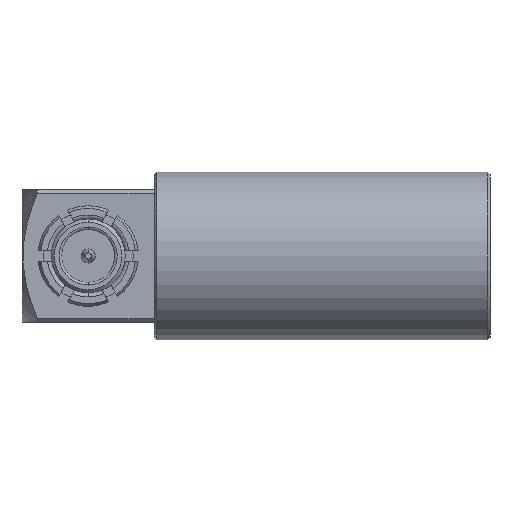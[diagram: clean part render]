
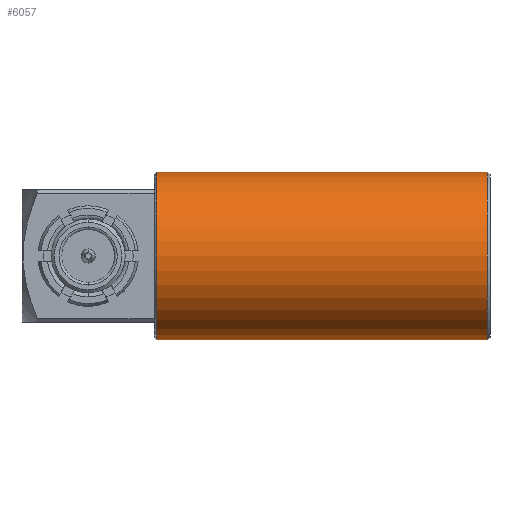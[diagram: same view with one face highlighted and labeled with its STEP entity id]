
A CAD part, left-side view. The second image highlights one B-rep face of the part: STEP entity #6057.
In plain terms, the highlighted cylindrical face has radius 3.175 mm (diameter 6.35 mm), a partial arc.
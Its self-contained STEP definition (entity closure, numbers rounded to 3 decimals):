
#21 = FACE_OUTER_BOUND ( 'NONE', #6766, .T. ) ;
#54 = ORIENTED_EDGE ( 'NONE', *, *, #7373, .T. ) ;
#324 = DIRECTION ( 'NONE',  ( 0., -1., 0. ) ) ;
#881 = CYLINDRICAL_SURFACE ( 'NONE', #7755, 3.175 ) ;
#1218 = VERTEX_POINT ( 'NONE', #4529 ) ;
#1348 = DIRECTION ( 'NONE',  ( 0., -1., 0. ) ) ;
#1413 = CARTESIAN_POINT ( 'NONE',  ( 6.7, -15.797, 3.175 ) ) ;
#1771 = VERTEX_POINT ( 'NONE', #3542 ) ;
#2038 = DIRECTION ( 'NONE',  ( 0., -1., 0. ) ) ;
#2060 = LINE ( 'NONE', #1413, #3685 ) ;
#2214 = VERTEX_POINT ( 'NONE', #6529 ) ;
#2499 = AXIS2_PLACEMENT_3D ( 'NONE', #3650, #7915, #4258 ) ;
#3346 = DIRECTION ( 'NONE',  ( 0., 0., 1. ) ) ;
#3528 = ORIENTED_EDGE ( 'NONE', *, *, #6630, .T. ) ;
#3542 = CARTESIAN_POINT ( 'NONE',  ( 6.7, -2.6, -3.175 ) ) ;
#3650 = CARTESIAN_POINT ( 'NONE',  ( 6.7, -15.1, 0. ) ) ;
#3674 = CIRCLE ( 'NONE', #2499, 3.175 ) ;
#3685 = VECTOR ( 'NONE', #2038, 1000. ) ;
#3919 = CARTESIAN_POINT ( 'NONE',  ( 6.7, -15.797, 0. ) ) ;
#3954 = LINE ( 'NONE', #4019, #7186 ) ;
#4019 = CARTESIAN_POINT ( 'NONE',  ( 6.7, -15.797, -3.175 ) ) ;
#4258 = DIRECTION ( 'NONE',  ( 0., 0., -1. ) ) ;
#4369 = CIRCLE ( 'NONE', #4505, 3.175 ) ;
#4505 = AXIS2_PLACEMENT_3D ( 'NONE', #5002, #1348, #5630 ) ;
#4529 = CARTESIAN_POINT ( 'NONE',  ( 6.7, -15.1, 3.175 ) ) ;
#4531 = DIRECTION ( 'NONE',  ( 0., -1., 0. ) ) ;
#5002 = CARTESIAN_POINT ( 'NONE',  ( 6.7, -2.6, 0. ) ) ;
#5239 = VERTEX_POINT ( 'NONE', #6314 ) ;
#5318 = ORIENTED_EDGE ( 'NONE', *, *, #7285, .F. ) ;
#5431 = ORIENTED_EDGE ( 'NONE', *, *, #6212, .T. ) ;
#5630 = DIRECTION ( 'NONE',  ( 0., 0., 1. ) ) ;
#6057 = ADVANCED_FACE ( 'NONE', ( #21 ), #881, .T. ) ;
#6212 = EDGE_CURVE ( 'NONE', #1771, #5239, #3954, .T. ) ;
#6314 = CARTESIAN_POINT ( 'NONE',  ( 6.7, -15.1, -3.175 ) ) ;
#6529 = CARTESIAN_POINT ( 'NONE',  ( 6.7, -2.6, 3.175 ) ) ;
#6630 = EDGE_CURVE ( 'NONE', #2214, #1771, #4369, .T. ) ;
#6766 = EDGE_LOOP ( 'NONE', ( #3528, #5431, #54, #5318 ) ) ;
#7186 = VECTOR ( 'NONE', #324, 1000. ) ;
#7285 = EDGE_CURVE ( 'NONE', #2214, #1218, #2060, .T. ) ;
#7373 = EDGE_CURVE ( 'NONE', #5239, #1218, #3674, .T. ) ;
#7755 = AXIS2_PLACEMENT_3D ( 'NONE', #3919, #4531, #3346 ) ;
#7915 = DIRECTION ( 'NONE',  ( 0., 1., 0. ) ) ;
